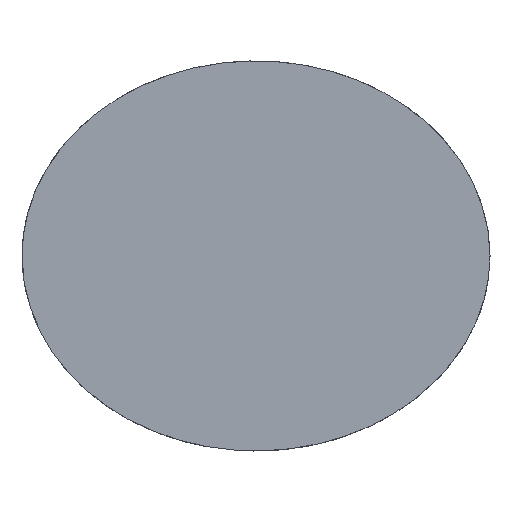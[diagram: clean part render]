
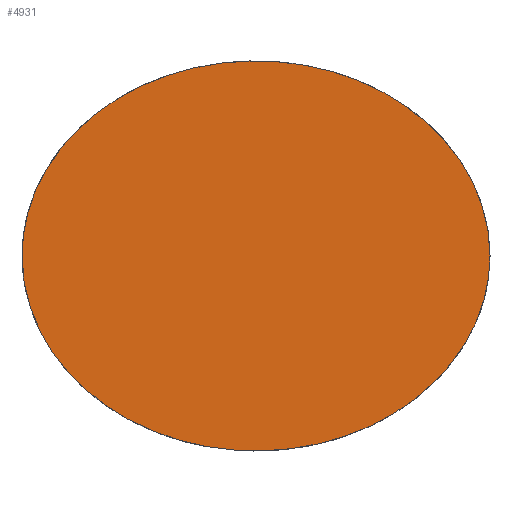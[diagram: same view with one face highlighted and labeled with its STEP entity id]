
A CAD part, top view. The second image highlights one B-rep face of the part: STEP entity #4931.
In plain terms, the highlighted planar face has unit normal (0, 0, 1).
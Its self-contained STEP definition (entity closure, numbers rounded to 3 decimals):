
#334=CARTESIAN_POINT('Vertex',(1500.,0.,400.)) ;
#338=CARTESIAN_POINT('Control Point',(-1500.,0.,400.)) ;
#339=CARTESIAN_POINT('Control Point',(-1500.,-95.329,400.)) ;
#340=CARTESIAN_POINT('Control Point',(-1489.095,-190.658,400.)) ;
#341=CARTESIAN_POINT('Control Point',(-1467.284,-284.832,400.)) ;
#342=CARTESIAN_POINT('Control Point',(-1401.543,-470.944,400.)) ;
#343=CARTESIAN_POINT('Control Point',(-1294.258,-643.175,400.)) ;
#344=CARTESIAN_POINT('Control Point',(-1229.83,-725.675,400.)) ;
#345=CARTESIAN_POINT('Control Point',(-1079.876,-881.784,400.)) ;
#346=CARTESIAN_POINT('Control Point',(-895.885,-1010.249,400.)) ;
#347=CARTESIAN_POINT('Control Point',(-794.667,-1067.442,400.)) ;
#348=CARTESIAN_POINT('Control Point',(-577.289,-1165.065,400.)) ;
#349=CARTESIAN_POINT('Control Point',(-340.629,-1223.975,400.)) ;
#350=CARTESIAN_POINT('Control Point',(-217.673,-1243.296,400.)) ;
#351=CARTESIAN_POINT('Control Point',(31.153,-1260.44,400.)) ;
#352=CARTESIAN_POINT('Control Point',(278.916,-1234.763,400.)) ;
#353=CARTESIAN_POINT('Control Point',(400.71,-1211.262,400.)) ;
#354=CARTESIAN_POINT('Control Point',(633.923,-1144.405,400.)) ;
#355=CARTESIAN_POINT('Control Point',(846.028,-1039.638,400.)) ;
#356=CARTESIAN_POINT('Control Point',(944.169,-979.203,400.)) ;
#357=CARTESIAN_POINT('Control Point',(1121.402,-844.958,400.)) ;
#358=CARTESIAN_POINT('Control Point',(1263.449,-684.346,400.)) ;
#359=CARTESIAN_POINT('Control Point',(1323.76,-599.975,400.)) ;
#360=CARTESIAN_POINT('Control Point',(1417.665,-433.476,400.)) ;
#361=CARTESIAN_POINT('Control Point',(1473.669,-255.731,400.)) ;
#362=CARTESIAN_POINT('Control Point',(1491.223,-171.043,400.)) ;
#363=CARTESIAN_POINT('Control Point',(1500.,-85.522,400.)) ;
#364=CARTESIAN_POINT('Control Point',(1500.,0.,400.)) ;
#365=CARTESIAN_POINT('Vertex',(-1500.,0.,400.)) ;
#725=CARTESIAN_POINT('Control Point',(1500.,0.,400.)) ;
#726=CARTESIAN_POINT('Control Point',(1500.,95.329,400.)) ;
#727=CARTESIAN_POINT('Control Point',(1489.095,190.658,400.)) ;
#728=CARTESIAN_POINT('Control Point',(1467.284,284.832,400.)) ;
#729=CARTESIAN_POINT('Control Point',(1401.543,470.944,400.)) ;
#730=CARTESIAN_POINT('Control Point',(1294.258,643.175,400.)) ;
#731=CARTESIAN_POINT('Control Point',(1229.83,725.675,400.)) ;
#732=CARTESIAN_POINT('Control Point',(1079.876,881.784,400.)) ;
#733=CARTESIAN_POINT('Control Point',(895.885,1010.249,400.)) ;
#734=CARTESIAN_POINT('Control Point',(794.667,1067.442,400.)) ;
#735=CARTESIAN_POINT('Control Point',(577.289,1165.065,400.)) ;
#736=CARTESIAN_POINT('Control Point',(340.629,1223.975,400.)) ;
#737=CARTESIAN_POINT('Control Point',(217.673,1243.296,400.)) ;
#738=CARTESIAN_POINT('Control Point',(-31.153,1260.44,400.)) ;
#739=CARTESIAN_POINT('Control Point',(-278.916,1234.763,400.)) ;
#740=CARTESIAN_POINT('Control Point',(-400.71,1211.262,400.)) ;
#741=CARTESIAN_POINT('Control Point',(-633.923,1144.405,400.)) ;
#742=CARTESIAN_POINT('Control Point',(-846.028,1039.638,400.)) ;
#743=CARTESIAN_POINT('Control Point',(-944.169,979.203,400.)) ;
#744=CARTESIAN_POINT('Control Point',(-1121.402,844.958,400.)) ;
#745=CARTESIAN_POINT('Control Point',(-1263.449,684.346,400.)) ;
#746=CARTESIAN_POINT('Control Point',(-1323.76,599.975,400.)) ;
#747=CARTESIAN_POINT('Control Point',(-1417.665,433.476,400.)) ;
#748=CARTESIAN_POINT('Control Point',(-1473.669,255.731,400.)) ;
#749=CARTESIAN_POINT('Control Point',(-1491.223,171.043,400.)) ;
#750=CARTESIAN_POINT('Control Point',(-1500.,85.522,400.)) ;
#751=CARTESIAN_POINT('Control Point',(-1500.,0.,400.)) ;
#4922=CARTESIAN_POINT('Axis2P3D Location',(0.,0.,400.)) ;
#4923=DIRECTION('Axis2P3D Direction',(0.,0.,1.)) ;
#4924=DIRECTION('Axis2P3D XDirection',(1.,0.,-0.)) ;
#4925=AXIS2_PLACEMENT_3D('Plane Axis2P3D',#4922,#4923,#4924) ;
#4928=ORIENTED_EDGE('',*,*,#752,.T.) ;
#4929=ORIENTED_EDGE('',*,*,#367,.T.) ;
#4931=ADVANCED_FACE('Cortar-Extruir1',(#4930),#4926,.T.) ;
#337=B_SPLINE_CURVE_WITH_KNOTS('',5,(#338,#339,#340,#341,#342,#343,#344,#345,#346,#347,#348,#349,#350,#351,#352,#353,#354,#355,#356,#357,#358,#359,#360,#361,#362,#363,#364),.UNSPECIFIED.,.F.,.U.,(6,3,3,3,3,3,3,3,6),(0.,1052.945,2133.208,3251.127,4394.559,5537.032,6652.577,7730.389,8675.006),.UNSPECIFIED.) ;
#724=B_SPLINE_CURVE_WITH_KNOTS('',5,(#725,#726,#727,#728,#729,#730,#731,#732,#733,#734,#735,#736,#737,#738,#739,#740,#741,#742,#743,#744,#745,#746,#747,#748,#749,#750,#751),.UNSPECIFIED.,.F.,.U.,(6,3,3,3,3,3,3,3,6),(0.,1052.945,2133.208,3251.127,4394.559,5537.032,6652.577,7730.389,8675.006),.UNSPECIFIED.) ;
#367=EDGE_CURVE('',#366,#335,#337,.T.) ;
#752=EDGE_CURVE('',#335,#366,#724,.T.) ;
#4927=EDGE_LOOP('',(#4928,#4929)) ;
#4930=FACE_OUTER_BOUND('',#4927,.T.) ;
#4926=PLANE('Plane',#4925) ;
#335=VERTEX_POINT('',#334) ;
#366=VERTEX_POINT('',#365) ;
